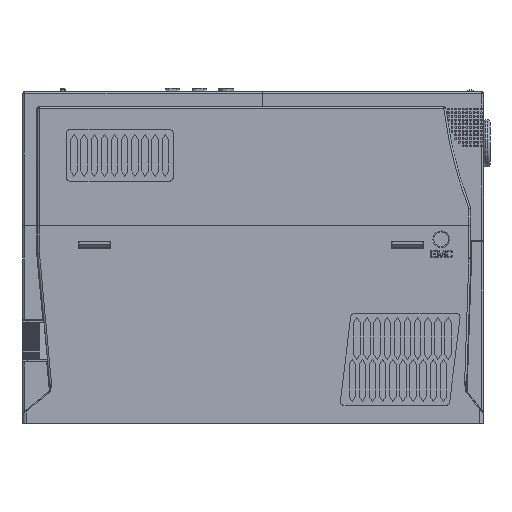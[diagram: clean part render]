
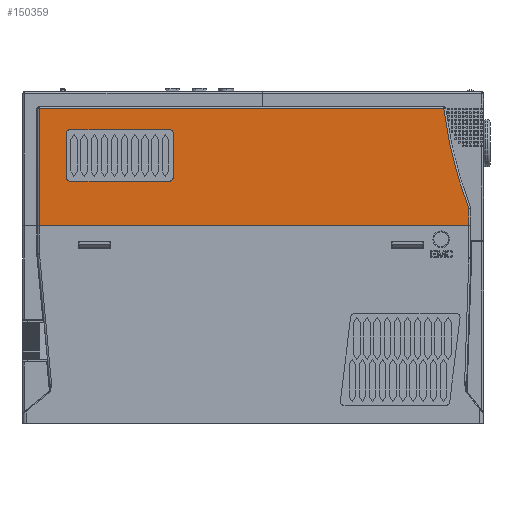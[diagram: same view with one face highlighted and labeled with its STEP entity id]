
A CAD part, front view. The second image highlights one B-rep face of the part: STEP entity #150359.
In plain terms, the highlighted planar face has unit normal (0, -1, 0).
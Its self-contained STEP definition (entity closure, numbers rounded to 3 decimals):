
#239 = CARTESIAN_POINT ( 'NONE',  ( -170.5, -65., 131.638 ) ) ;
#2513 = CIRCLE ( 'NONE', #121543, 231. ) ;
#3448 = DIRECTION ( 'NONE',  ( 0., 1., 0. ) ) ;
#5082 = CARTESIAN_POINT ( 'NONE',  ( -224.5, -65., 157.7 ) ) ;
#5489 = CARTESIAN_POINT ( 'NONE',  ( 207.665, -65., 199.577 ) ) ;
#7154 = ORIENTED_EDGE ( 'NONE', *, *, #13352, .F. ) ;
#7301 = LINE ( 'NONE', #104020, #14364 ) ;
#9290 = VERTEX_POINT ( 'NONE', #156757 ) ;
#10345 = CARTESIAN_POINT ( 'NONE',  ( -168.5, -65., 133.638 ) ) ;
#13352 = EDGE_CURVE ( 'NONE', #112728, #94704, #27627, .T. ) ;
#14364 = VECTOR ( 'NONE', #106361, 1000. ) ;
#14840 = EDGE_CURVE ( 'NONE', #42051, #85560, #40031, .T. ) ;
#14931 = ORIENTED_EDGE ( 'NONE', *, *, #39247, .T. ) ;
#15895 = VERTEX_POINT ( 'NONE', #59908 ) ;
#16971 = DIRECTION ( 'NONE',  ( 0., 0., 1. ) ) ;
#17649 = EDGE_CURVE ( 'NONE', #66801, #56556, #65652, .T. ) ;
#22101 = CARTESIAN_POINT ( 'NONE',  ( -224.5, -65., 159.7 ) ) ;
#25138 = EDGE_CURVE ( 'NONE', #84227, #39275, #7301, .T. ) ;
#25429 = CARTESIAN_POINT ( 'NONE',  ( -8., -65., 107.6 ) ) ;
#27627 = CIRCLE ( 'NONE', #58003, 2. ) ;
#28837 = DIRECTION ( 'NONE',  ( 0., -1., 0. ) ) ;
#29676 = DIRECTION ( 'NONE',  ( -1., 0., 0. ) ) ;
#30802 = DIRECTION ( 'NONE',  ( 0., -1., 0. ) ) ;
#30980 = ORIENTED_EDGE ( 'NONE', *, *, #17649, .F. ) ;
#31371 = EDGE_LOOP ( 'NONE', ( #33891, #14931, #105307, #30980, #130657 ) ) ;
#33891 = ORIENTED_EDGE ( 'NONE', *, *, #14840, .T. ) ;
#38667 = CARTESIAN_POINT ( 'NONE',  ( -170.5, -65., 133.638 ) ) ;
#39247 = EDGE_CURVE ( 'NONE', #85560, #41498, #111653, .T. ) ;
#39275 = VERTEX_POINT ( 'NONE', #109306 ) ;
#39891 = FACE_BOUND ( 'NONE', #67279, .T. ) ;
#40031 = LINE ( 'NONE', #138292, #43129 ) ;
#41498 = VERTEX_POINT ( 'NONE', #141096 ) ;
#42051 = VERTEX_POINT ( 'NONE', #90605 ) ;
#43129 = VECTOR ( 'NONE', #29676, 1000. ) ;
#43856 = EDGE_CURVE ( 'NONE', #56556, #41498, #97607, .T. ) ;
#44026 = ORIENTED_EDGE ( 'NONE', *, *, #75047, .F. ) ;
#46423 = VECTOR ( 'NONE', #137201, 1000. ) ;
#49303 = VECTOR ( 'NONE', #138070, 1000. ) ;
#49665 = ORIENTED_EDGE ( 'NONE', *, *, #148219, .T. ) ;
#51816 = DIRECTION ( 'NONE',  ( 1., 0., 0. ) ) ;
#52232 = CARTESIAN_POINT ( 'NONE',  ( -8., -65., 116.815 ) ) ;
#53374 = FACE_OUTER_BOUND ( 'NONE', #31371, .T. ) ;
#54548 = EDGE_CURVE ( 'NONE', #112728, #15895, #140466, .T. ) ;
#56556 = VERTEX_POINT ( 'NONE', #68590 ) ;
#58003 = AXIS2_PLACEMENT_3D ( 'NONE', #119664, #106195, #143461 ) ;
#58369 = EDGE_CURVE ( 'NONE', #9290, #155225, #138811, .T. ) ;
#59707 = CIRCLE ( 'NONE', #153461, 2. ) ;
#59908 = CARTESIAN_POINT ( 'NONE',  ( -226.5, -65., 157.7 ) ) ;
#63271 = CARTESIAN_POINT ( 'NONE',  ( -241., -65., 171.2 ) ) ;
#65098 = CARTESIAN_POINT ( 'NONE',  ( -168.5, -65., 157.7 ) ) ;
#65334 = VECTOR ( 'NONE', #73834, 1000. ) ;
#65652 = LINE ( 'NONE', #52232, #142302 ) ;
#66801 = VERTEX_POINT ( 'NONE', #156084 ) ;
#67279 = EDGE_LOOP ( 'NONE', ( #149354, #82841, #7154, #156170, #91625, #149917, #44026, #49665 ) ) ;
#68590 = CARTESIAN_POINT ( 'NONE',  ( -8., -65., 107.6 ) ) ;
#72824 = DIRECTION ( 'NONE',  ( 0., -1., 0. ) ) ;
#73834 = DIRECTION ( 'NONE',  ( -1., 0., 0. ) ) ;
#75047 = EDGE_CURVE ( 'NONE', #108232, #39275, #143215, .T. ) ;
#76368 = CARTESIAN_POINT ( 'NONE',  ( -124.5, -65., 139.4 ) ) ;
#78352 = DIRECTION ( 'NONE',  ( 0., 0., -1. ) ) ;
#78758 = EDGE_CURVE ( 'NONE', #42051, #66801, #2513, .T. ) ;
#82841 = ORIENTED_EDGE ( 'NONE', *, *, #111294, .T. ) ;
#84227 = VERTEX_POINT ( 'NONE', #22101 ) ;
#85560 = VERTEX_POINT ( 'NONE', #63271 ) ;
#87321 = LINE ( 'NONE', #65098, #46423 ) ;
#90497 = VECTOR ( 'NONE', #96166, 1000. ) ;
#90605 = CARTESIAN_POINT ( 'NONE',  ( -21.586, -65., 171.2 ) ) ;
#90751 = AXIS2_PLACEMENT_3D ( 'NONE', #38667, #72824, #98172 ) ;
#91625 = ORIENTED_EDGE ( 'NONE', *, *, #108260, .F. ) ;
#94704 = VERTEX_POINT ( 'NONE', #129395 ) ;
#96166 = DIRECTION ( 'NONE',  ( -1., 0., 0. ) ) ;
#97607 = LINE ( 'NONE', #25429, #65334 ) ;
#98172 = DIRECTION ( 'NONE',  ( 0., 0., -1. ) ) ;
#99496 = DIRECTION ( 'NONE',  ( 1., 0., 0. ) ) ;
#104020 = CARTESIAN_POINT ( 'NONE',  ( -224.5, -65., 159.7 ) ) ;
#105307 = ORIENTED_EDGE ( 'NONE', *, *, #43856, .F. ) ;
#106195 = DIRECTION ( 'NONE',  ( 0., -1., 0. ) ) ;
#106361 = DIRECTION ( 'NONE',  ( 1., 0., 0. ) ) ;
#108232 = VERTEX_POINT ( 'NONE', #153331 ) ;
#108260 = EDGE_CURVE ( 'NONE', #84227, #15895, #59707, .T. ) ;
#108821 = LINE ( 'NONE', #239, #90497 ) ;
#109306 = CARTESIAN_POINT ( 'NONE',  ( -170.5, -65., 159.7 ) ) ;
#111294 = EDGE_CURVE ( 'NONE', #9290, #94704, #108821, .T. ) ;
#111653 = LINE ( 'NONE', #146578, #115412 ) ;
#112151 = DIRECTION ( 'NONE',  ( 0., -1., 0. ) ) ;
#112442 = DIRECTION ( 'NONE',  ( 0., 0., -1. ) ) ;
#112728 = VERTEX_POINT ( 'NONE', #133406 ) ;
#112757 = CARTESIAN_POINT ( 'NONE',  ( -226.5, -65., 133.638 ) ) ;
#115412 = VECTOR ( 'NONE', #112442, 1000. ) ;
#119664 = CARTESIAN_POINT ( 'NONE',  ( -224.5, -65., 133.638 ) ) ;
#120220 = AXIS2_PLACEMENT_3D ( 'NONE', #76368, #3448, #51816 ) ;
#120476 = AXIS2_PLACEMENT_3D ( 'NONE', #150803, #112151, #99496 ) ;
#121543 = AXIS2_PLACEMENT_3D ( 'NONE', #5489, #30802, #151379 ) ;
#129395 = CARTESIAN_POINT ( 'NONE',  ( -224.5, -65., 131.638 ) ) ;
#130657 = ORIENTED_EDGE ( 'NONE', *, *, #78758, .F. ) ;
#133406 = CARTESIAN_POINT ( 'NONE',  ( -226.5, -65., 133.638 ) ) ;
#136575 = PLANE ( 'NONE',  #120220 ) ;
#137201 = DIRECTION ( 'NONE',  ( 0., 0., -1. ) ) ;
#138070 = DIRECTION ( 'NONE',  ( 0., 0., 1. ) ) ;
#138292 = CARTESIAN_POINT ( 'NONE',  ( -21.586, -65., 171.2 ) ) ;
#138811 = CIRCLE ( 'NONE', #90751, 2. ) ;
#140466 = LINE ( 'NONE', #112757, #49303 ) ;
#141096 = CARTESIAN_POINT ( 'NONE',  ( -241., -65., 107.6 ) ) ;
#142302 = VECTOR ( 'NONE', #78352, 1000. ) ;
#143215 = CIRCLE ( 'NONE', #120476, 2. ) ;
#143461 = DIRECTION ( 'NONE',  ( -1., 0., 0. ) ) ;
#146578 = CARTESIAN_POINT ( 'NONE',  ( -241., -65., 171.2 ) ) ;
#148219 = EDGE_CURVE ( 'NONE', #108232, #155225, #87321, .T. ) ;
#149354 = ORIENTED_EDGE ( 'NONE', *, *, #58369, .F. ) ;
#149917 = ORIENTED_EDGE ( 'NONE', *, *, #25138, .T. ) ;
#150359 = ADVANCED_FACE ( 'NONE', ( #53374, #39891 ), #136575, .F. ) ;
#150803 = CARTESIAN_POINT ( 'NONE',  ( -170.5, -65., 157.7 ) ) ;
#151379 = DIRECTION ( 'NONE',  ( -0.992, 0., -0.123 ) ) ;
#153331 = CARTESIAN_POINT ( 'NONE',  ( -168.5, -65., 157.7 ) ) ;
#153461 = AXIS2_PLACEMENT_3D ( 'NONE', #5082, #28837, #16971 ) ;
#155225 = VERTEX_POINT ( 'NONE', #10345 ) ;
#156084 = CARTESIAN_POINT ( 'NONE',  ( -8., -65., 116.815 ) ) ;
#156170 = ORIENTED_EDGE ( 'NONE', *, *, #54548, .T. ) ;
#156757 = CARTESIAN_POINT ( 'NONE',  ( -170.5, -65., 131.638 ) ) ;
